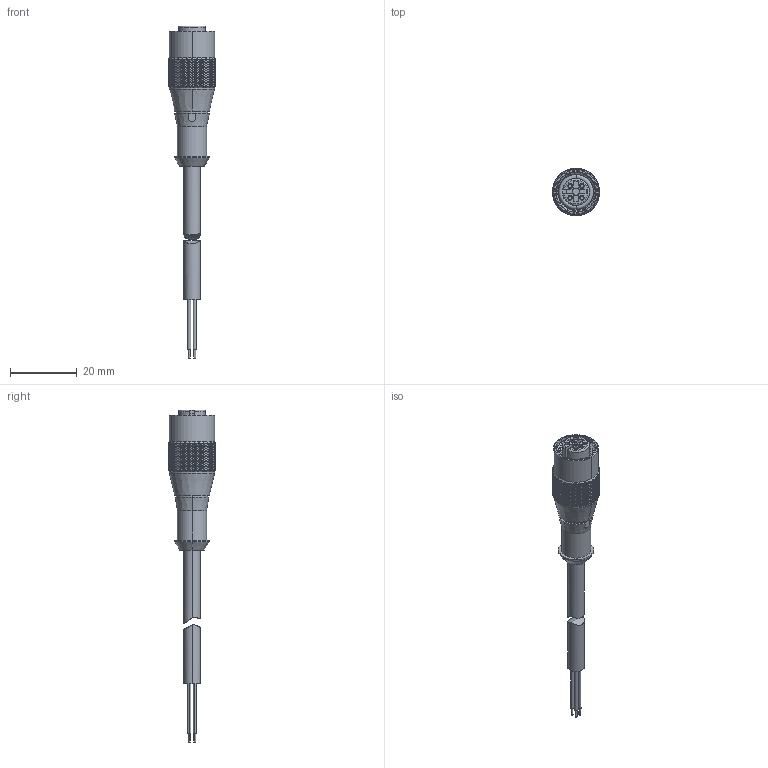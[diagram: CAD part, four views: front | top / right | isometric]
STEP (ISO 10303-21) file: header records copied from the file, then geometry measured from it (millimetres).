
FILE_DESCRIPTION((''),'2;1');
FILE_NAME('R-FS4TZ-V075','2017-02-10T',('Administrator'),(''),'PRO/ENGINEER BY PARAMETRIC TECHNOLOGY CORPORATION, 2007170','PRO/ENGINEER BY PARAMETRIC TECHNOLOGY CORPORATION, 2007170','');
FILE_SCHEMA(('CONFIG_CONTROL_DESIGN'));
Products named in the file (1): R-FS4TZ-V075
Bounding box: 14.2 x 14.2 x 99.53 mm (x, y, z)
Volume: 4821.1 mm3; surface area: 3766.4 mm2
Topology: 2 solids, 2 shells, 5219 faces, 10601 edges, 5410 vertices
Faces by surface type: bspline 4086, cylinder 1060, plane 52, cone 14, torus 5, extrusion 2
Entity records: 303251 total; most frequent: CARTESIAN_POINT 226203, ORIENTED_EDGE 21202, EDGE_CURVE 10601, B_SPLINE_CURVE_WITH_KNOTS 8275, VERTEX_POINT 5410, EDGE_LOOP 5243, FACE_OUTER_BOUND 5219, ADVANCED_FACE 5219
